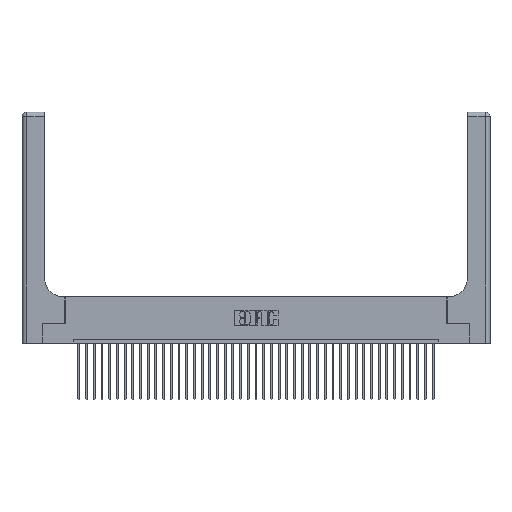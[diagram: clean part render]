
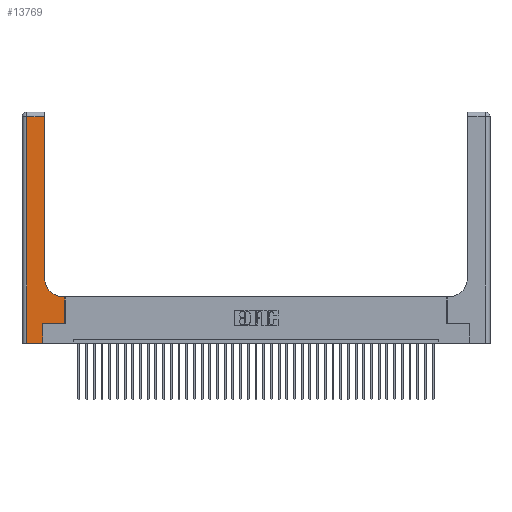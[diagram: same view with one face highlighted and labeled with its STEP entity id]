
A CAD part, top view. The second image highlights one B-rep face of the part: STEP entity #13769.
In plain terms, the highlighted planar face has unit normal (0, 0, 1).
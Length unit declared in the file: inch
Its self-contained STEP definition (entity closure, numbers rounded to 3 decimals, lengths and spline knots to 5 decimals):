
#125 = VERTEX_POINT ( 'NONE', #7768 ) ;
#379 = CARTESIAN_POINT ( 'NONE',  ( 0.5585, 0.6, 0.37 ) ) ;
#709 = VECTOR ( 'NONE', #36195, 39.37008 ) ;
#5123 = LINE ( 'NONE', #9796, #28738 ) ;
#5680 = CARTESIAN_POINT ( 'NONE',  ( 0.2915, 0.85, 0.37 ) ) ;
#6945 = DIRECTION ( 'NONE',  ( -1., 0., 0. ) ) ;
#7768 = CARTESIAN_POINT ( 'NONE',  ( 0.2915, 2.94, 0.37 ) ) ;
#8001 = DIRECTION ( 'NONE',  ( 0., -1., 0. ) ) ;
#8215 = VERTEX_POINT ( 'NONE', #39366 ) ;
#8333 = VECTOR ( 'NONE', #32799, 39.37008 ) ;
#8762 = CARTESIAN_POINT ( 'NONE',  ( 0.2915, 3., 0.37 ) ) ;
#8871 = CARTESIAN_POINT ( 'NONE',  ( 0., 0., 0.37 ) ) ;
#9091 = VECTOR ( 'NONE', #8001, 39.37008 ) ;
#9559 = EDGE_CURVE ( 'NONE', #8215, #19437, #16928, .T. ) ;
#9587 = ORIENTED_EDGE ( 'NONE', *, *, #22463, .T. ) ;
#9777 = VERTEX_POINT ( 'NONE', #35576 ) ;
#9796 = CARTESIAN_POINT ( 'NONE',  ( 0., 2.94, 0.37 ) ) ;
#10094 = EDGE_CURVE ( 'NONE', #19857, #27045, #27933, .T. ) ;
#10563 = EDGE_CURVE ( 'NONE', #26187, #19857, #17343, .T. ) ;
#10703 = LINE ( 'NONE', #34117, #14524 ) ;
#11854 = DIRECTION ( 'NONE',  ( 1., 0., 0. ) ) ;
#13263 = EDGE_LOOP ( 'NONE', ( #21827, #24492, #25157, #37095, #32000, #29459, #9587, #14227, #28436 ) ) ;
#13769 = ADVANCED_FACE ( 'NONE', ( #17106 ), #33175, .F. ) ;
#14149 = DIRECTION ( 'NONE',  ( -1., 0., 0. ) ) ;
#14227 = ORIENTED_EDGE ( 'NONE', *, *, #38328, .T. ) ;
#14524 = VECTOR ( 'NONE', #19728, 39.37008 ) ;
#15379 = EDGE_CURVE ( 'NONE', #125, #26187, #5123, .T. ) ;
#15546 = LINE ( 'NONE', #35886, #8333 ) ;
#15657 = EDGE_CURVE ( 'NONE', #19437, #125, #25365, .T. ) ;
#16011 = VECTOR ( 'NONE', #34687, 39.37008 ) ;
#16725 = LINE ( 'NONE', #27467, #709 ) ;
#16928 = CIRCLE ( 'NONE', #32969, 0.25 ) ;
#17106 = FACE_OUTER_BOUND ( 'NONE', #13263, .T. ) ;
#17188 = CARTESIAN_POINT ( 'NONE',  ( 0.269, 0.25, 0.37 ) ) ;
#17208 = VECTOR ( 'NONE', #27092, 39.37008 ) ;
#17322 = DIRECTION ( 'NONE',  ( 0., 0., -1. ) ) ;
#17343 = LINE ( 'NONE', #32252, #9091 ) ;
#18027 = CARTESIAN_POINT ( 'NONE',  ( 0.269, 0., 0.37 ) ) ;
#19437 = VERTEX_POINT ( 'NONE', #5680 ) ;
#19728 = DIRECTION ( 'NONE',  ( 0., 1., 0. ) ) ;
#19857 = VERTEX_POINT ( 'NONE', #26417 ) ;
#20277 = DIRECTION ( 'NONE',  ( 1., 0., 0. ) ) ;
#20454 = AXIS2_PLACEMENT_3D ( 'NONE', #38939, #17322, #14149 ) ;
#20539 = CARTESIAN_POINT ( 'NONE',  ( 0.5415, 0.85, 0.37 ) ) ;
#21382 = EDGE_CURVE ( 'NONE', #27045, #35857, #10703, .T. ) ;
#21827 = ORIENTED_EDGE ( 'NONE', *, *, #15657, .T. ) ;
#22463 = EDGE_CURVE ( 'NONE', #9777, #34110, #16725, .T. ) ;
#22900 = CARTESIAN_POINT ( 'NONE',  ( 0.269, 0.25, 0.37 ) ) ;
#24492 = ORIENTED_EDGE ( 'NONE', *, *, #15379, .T. ) ;
#25157 = ORIENTED_EDGE ( 'NONE', *, *, #10563, .T. ) ;
#25365 = LINE ( 'NONE', #8762, #17208 ) ;
#26187 = VERTEX_POINT ( 'NONE', #34864 ) ;
#26417 = CARTESIAN_POINT ( 'NONE',  ( 0.06, 0., 0.37 ) ) ;
#27045 = VERTEX_POINT ( 'NONE', #18027 ) ;
#27092 = DIRECTION ( 'NONE',  ( 0., 1., 0. ) ) ;
#27467 = CARTESIAN_POINT ( 'NONE',  ( 0.5585, 0.25, 0.37 ) ) ;
#27933 = LINE ( 'NONE', #8871, #37998 ) ;
#28436 = ORIENTED_EDGE ( 'NONE', *, *, #9559, .T. ) ;
#28738 = VECTOR ( 'NONE', #6945, 39.37008 ) ;
#29459 = ORIENTED_EDGE ( 'NONE', *, *, #39397, .T. ) ;
#29546 = LINE ( 'NONE', #22900, #16011 ) ;
#32000 = ORIENTED_EDGE ( 'NONE', *, *, #21382, .T. ) ;
#32252 = CARTESIAN_POINT ( 'NONE',  ( 0.06, 3., 0.37 ) ) ;
#32799 = DIRECTION ( 'NONE',  ( -1., 0., 0. ) ) ;
#32969 = AXIS2_PLACEMENT_3D ( 'NONE', #20539, #38644, #20277 ) ;
#33175 = PLANE ( 'NONE',  #20454 ) ;
#34110 = VERTEX_POINT ( 'NONE', #379 ) ;
#34117 = CARTESIAN_POINT ( 'NONE',  ( 0.269, 0., 0.37 ) ) ;
#34687 = DIRECTION ( 'NONE',  ( 1., 0., 0. ) ) ;
#34864 = CARTESIAN_POINT ( 'NONE',  ( 0.06, 2.94, 0.37 ) ) ;
#35576 = CARTESIAN_POINT ( 'NONE',  ( 0.5585, 0.25, 0.37 ) ) ;
#35857 = VERTEX_POINT ( 'NONE', #17188 ) ;
#35886 = CARTESIAN_POINT ( 'NONE',  ( 0.2915, 0.6, 0.37 ) ) ;
#36195 = DIRECTION ( 'NONE',  ( 0., 1., 0. ) ) ;
#37095 = ORIENTED_EDGE ( 'NONE', *, *, #10094, .T. ) ;
#37998 = VECTOR ( 'NONE', #11854, 39.37008 ) ;
#38328 = EDGE_CURVE ( 'NONE', #34110, #8215, #15546, .T. ) ;
#38644 = DIRECTION ( 'NONE',  ( 0., 0., -1. ) ) ;
#38939 = CARTESIAN_POINT ( 'NONE',  ( 0., 3., 0.37 ) ) ;
#39366 = CARTESIAN_POINT ( 'NONE',  ( 0.5415, 0.6, 0.37 ) ) ;
#39397 = EDGE_CURVE ( 'NONE', #35857, #9777, #29546, .T. ) ;
